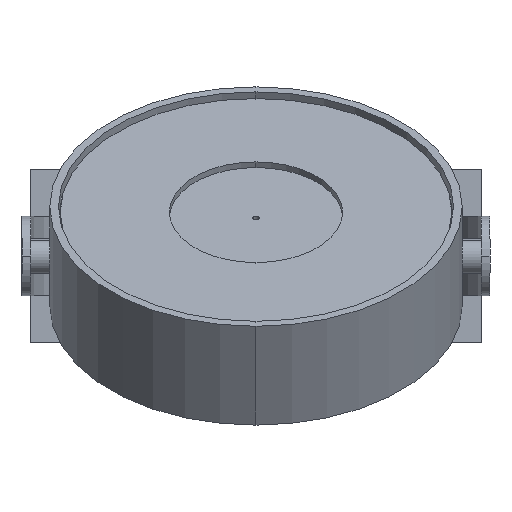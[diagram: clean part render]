
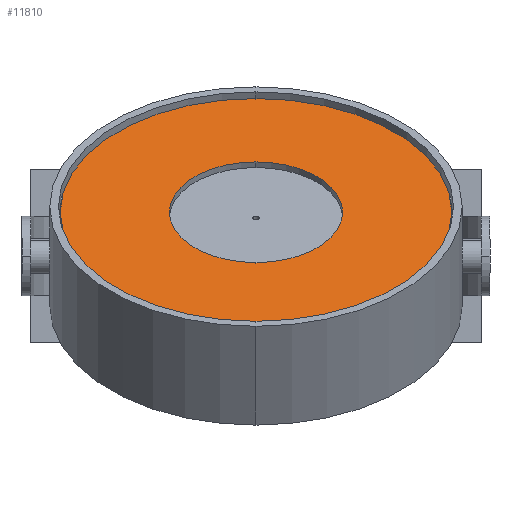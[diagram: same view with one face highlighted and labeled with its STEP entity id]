
A CAD part, front view. The second image highlights one B-rep face of the part: STEP entity #11810.
In plain terms, the highlighted face is planar.
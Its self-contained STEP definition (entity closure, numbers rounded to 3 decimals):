
#1626 = CARTESIAN_POINT ( 'NONE',  ( 0., 0., 0. ) ) ;
#1803 = DIRECTION ( 'NONE',  ( 0., 0., 1. ) ) ;
#2117 = CARTESIAN_POINT ( 'NONE',  ( 0., 0., 56.5 ) ) ;
#2329 = VERTEX_POINT ( 'NONE', #20940 ) ;
#3041 = CIRCLE ( 'NONE', #13297, 25. ) ;
#3530 = DIRECTION ( 'NONE',  ( 0., 1., 0. ) ) ;
#3647 = ORIENTED_EDGE ( 'NONE', *, *, #6345, .F. ) ;
#4716 = CARTESIAN_POINT ( 'NONE',  ( 0., 0., 25. ) ) ;
#5347 = CARTESIAN_POINT ( 'NONE',  ( 0., 0., 0. ) ) ;
#5763 = CARTESIAN_POINT ( 'NONE',  ( 0., 0., 0. ) ) ;
#5962 = EDGE_CURVE ( 'NONE', #2329, #7309, #3041, .T. ) ;
#6188 = CIRCLE ( 'NONE', #10284, 56.5 ) ;
#6342 = FACE_OUTER_BOUND ( 'NONE', #17483, .T. ) ;
#6345 = EDGE_CURVE ( 'NONE', #11943, #12542, #18422, .T. ) ;
#6830 = EDGE_CURVE ( 'NONE', #12542, #11943, #6188, .T. ) ;
#7005 = EDGE_CURVE ( 'NONE', #7309, #2329, #21212, .T. ) ;
#7222 = DIRECTION ( 'NONE',  ( 0., 0., 1. ) ) ;
#7309 = VERTEX_POINT ( 'NONE', #4716 ) ;
#7591 = CARTESIAN_POINT ( 'NONE',  ( 0., 0., 0. ) ) ;
#7649 = DIRECTION ( 'NONE',  ( 0., 0., 1. ) ) ;
#9279 = AXIS2_PLACEMENT_3D ( 'NONE', #7591, #20476, #9455 ) ;
#9455 = DIRECTION ( 'NONE',  ( 0., 0., 1. ) ) ;
#10284 = AXIS2_PLACEMENT_3D ( 'NONE', #23791, #12989, #1803 ) ;
#11594 = CARTESIAN_POINT ( 'NONE',  ( 0., 0., -56.5 ) ) ;
#11810 = ADVANCED_FACE ( 'NONE', ( #6342, #16236 ), #12802, .F. ) ;
#11943 = VERTEX_POINT ( 'NONE', #2117 ) ;
#12015 = AXIS2_PLACEMENT_3D ( 'NONE', #5347, #18321, #7222 ) ;
#12542 = VERTEX_POINT ( 'NONE', #11594 ) ;
#12802 = PLANE ( 'NONE',  #19195 ) ;
#12989 = DIRECTION ( 'NONE',  ( 0., 1., 0. ) ) ;
#13297 = AXIS2_PLACEMENT_3D ( 'NONE', #5763, #18727, #7649 ) ;
#14730 = EDGE_LOOP ( 'NONE', ( #18798, #23438 ) ) ;
#16236 = FACE_BOUND ( 'NONE', #14730, .T. ) ;
#16532 = DIRECTION ( 'NONE',  ( 0., 0., 1. ) ) ;
#16885 = ORIENTED_EDGE ( 'NONE', *, *, #6830, .F. ) ;
#17483 = EDGE_LOOP ( 'NONE', ( #16885, #3647 ) ) ;
#18321 = DIRECTION ( 'NONE',  ( 0., 1., 0. ) ) ;
#18422 = CIRCLE ( 'NONE', #12015, 56.5 ) ;
#18727 = DIRECTION ( 'NONE',  ( 0., 1., 0. ) ) ;
#18798 = ORIENTED_EDGE ( 'NONE', *, *, #5962, .T. ) ;
#19195 = AXIS2_PLACEMENT_3D ( 'NONE', #1626, #3530, #16532 ) ;
#20476 = DIRECTION ( 'NONE',  ( 0., 1., 0. ) ) ;
#20940 = CARTESIAN_POINT ( 'NONE',  ( 0., 0., -25. ) ) ;
#21212 = CIRCLE ( 'NONE', #9279, 25. ) ;
#23438 = ORIENTED_EDGE ( 'NONE', *, *, #7005, .T. ) ;
#23791 = CARTESIAN_POINT ( 'NONE',  ( 0., 0., 0. ) ) ;
